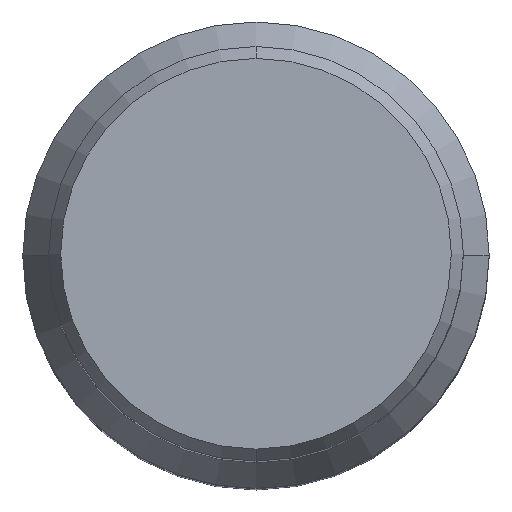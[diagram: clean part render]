
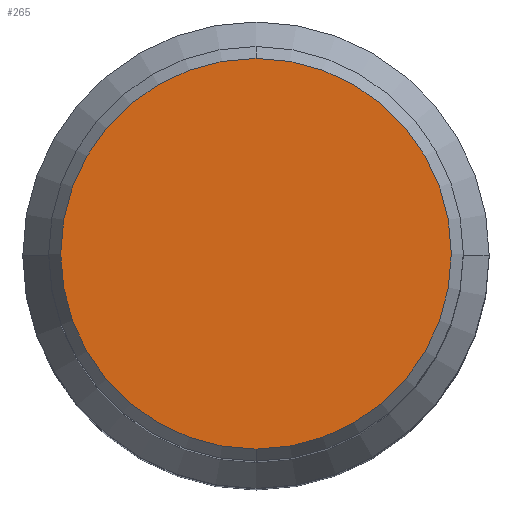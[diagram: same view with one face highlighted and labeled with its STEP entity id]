
A CAD part, top view. The second image highlights one B-rep face of the part: STEP entity #265.
In plain terms, the highlighted planar face has unit normal (0, 0, 1).
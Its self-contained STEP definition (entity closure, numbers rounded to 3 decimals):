
#209=VERTEX_POINT('',#505);
#265=ADVANCED_FACE('',(#565),#566,.T.);
#297=EDGE_CURVE('',#425,#209,#600,.T.);
#381=EDGE_CURVE('',#209,#425,#694,.T.);
#425=VERTEX_POINT('',#742);
#505=CARTESIAN_POINT('',(0.0,15.076,0.0));
#565=FACE_OUTER_BOUND('',#1050,.T.);
#566=PLANE('',#1051);
#600=CIRCLE('',#1181,15.076);
#694=CIRCLE('',#1363,15.076);
#742=CARTESIAN_POINT('',(0.,-15.076,0.0));
#1050=EDGE_LOOP('',(#1663,#1664));
#1051=AXIS2_PLACEMENT_3D('',#1665,#1666,#1667);
#1181=AXIS2_PLACEMENT_3D('',#1705,#1706,#1707);
#1363=AXIS2_PLACEMENT_3D('',#1811,#1812,#1813);
#1663=ORIENTED_EDGE('',*,*,#381,.F.);
#1664=ORIENTED_EDGE('',*,*,#297,.F.);
#1665=CARTESIAN_POINT('',(0.0,7.538,0.0));
#1666=DIRECTION('',(-0.0,0.0,1.0));
#1667=DIRECTION('',(0.0,-1.0,0.0));
#1705=CARTESIAN_POINT('',(0.0,0.0,0.0));
#1706=DIRECTION('',(0.0,0.0,-1.0));
#1707=DIRECTION('',(0.0,1.0,0.0));
#1811=CARTESIAN_POINT('',(0.0,0.0,0.0));
#1812=DIRECTION('',(0.0,0.0,-1.0));
#1813=DIRECTION('',(0.0,1.0,0.0));
